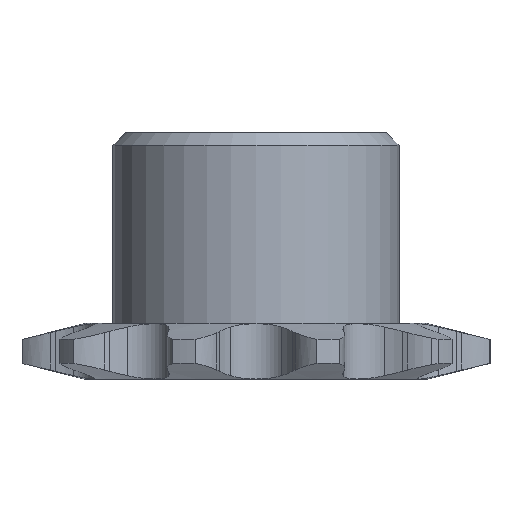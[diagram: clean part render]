
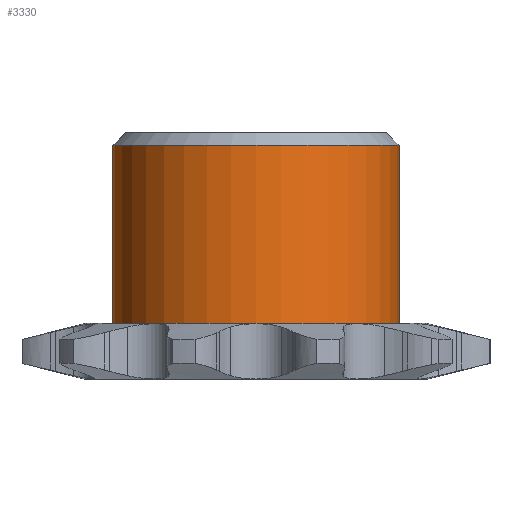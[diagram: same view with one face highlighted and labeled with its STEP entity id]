
A CAD part, left-side view. The second image highlights one B-rep face of the part: STEP entity #3330.
In plain terms, the highlighted cylindrical face has radius 7.144 mm (diameter 14.287 mm), a partial arc.
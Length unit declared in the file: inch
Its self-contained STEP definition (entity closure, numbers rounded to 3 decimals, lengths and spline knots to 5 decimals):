
#147 = LINE ( 'NONE', #393, #2384 ) ;
#161 = FACE_OUTER_BOUND ( 'NONE', #1740, .T. ) ;
#211 = VERTEX_POINT ( 'NONE', #2986 ) ;
#259 = VERTEX_POINT ( 'NONE', #2192 ) ;
#393 = CARTESIAN_POINT ( 'NONE',  ( 0., -0.28125, 0.2425 ) ) ;
#570 = ORIENTED_EDGE ( 'NONE', *, *, #794, .F. ) ;
#584 = EDGE_CURVE ( 'NONE', #1175, #259, #147, .T. ) ;
#674 = ORIENTED_EDGE ( 'NONE', *, *, #1539, .T. ) ;
#683 = VECTOR ( 'NONE', #2494, 39.37008 ) ;
#724 = CIRCLE ( 'NONE', #1704, 0.28125 ) ;
#794 = EDGE_CURVE ( 'NONE', #2516, #211, #1972, .T. ) ;
#1151 = DIRECTION ( 'NONE',  ( 0., 0., 1. ) ) ;
#1173 = ORIENTED_EDGE ( 'NONE', *, *, #1322, .F. ) ;
#1175 = VERTEX_POINT ( 'NONE', #3476 ) ;
#1322 = EDGE_CURVE ( 'NONE', #211, #259, #3273, .T. ) ;
#1328 = DIRECTION ( 'NONE',  ( 0., 0., 1. ) ) ;
#1333 = CARTESIAN_POINT ( 'NONE',  ( 0., 0.28125, -0.1325 ) ) ;
#1390 = AXIS2_PLACEMENT_3D ( 'NONE', #2755, #1328, #1866 ) ;
#1539 = EDGE_CURVE ( 'NONE', #2516, #1175, #724, .T. ) ;
#1643 = CARTESIAN_POINT ( 'NONE',  ( 0., 0.28125, 0.2425 ) ) ;
#1704 = AXIS2_PLACEMENT_3D ( 'NONE', #2869, #1151, #2273 ) ;
#1740 = EDGE_LOOP ( 'NONE', ( #570, #674, #3274, #1173 ) ) ;
#1744 = CARTESIAN_POINT ( 'NONE',  ( 0., 0., 0.2425 ) ) ;
#1866 = DIRECTION ( 'NONE',  ( 0., -1., 0. ) ) ;
#1972 = LINE ( 'NONE', #1643, #683 ) ;
#1996 = DIRECTION ( 'NONE',  ( 0., -1., 0. ) ) ;
#2025 = DIRECTION ( 'NONE',  ( 0., 0., 1. ) ) ;
#2192 = CARTESIAN_POINT ( 'NONE',  ( 0., -0.28125, 0.2175 ) ) ;
#2273 = DIRECTION ( 'NONE',  ( 0., -1., 0. ) ) ;
#2384 = VECTOR ( 'NONE', #2385, 39.37008 ) ;
#2385 = DIRECTION ( 'NONE',  ( 0., 0., 1. ) ) ;
#2494 = DIRECTION ( 'NONE',  ( 0., 0., 1. ) ) ;
#2516 = VERTEX_POINT ( 'NONE', #1333 ) ;
#2755 = CARTESIAN_POINT ( 'NONE',  ( 0., 0., 0.2175 ) ) ;
#2869 = CARTESIAN_POINT ( 'NONE',  ( 0., 0., -0.1325 ) ) ;
#2986 = CARTESIAN_POINT ( 'NONE',  ( 0., 0.28125, 0.2175 ) ) ;
#3102 = AXIS2_PLACEMENT_3D ( 'NONE', #1744, #2025, #1996 ) ;
#3103 = CYLINDRICAL_SURFACE ( 'NONE', #3102, 0.28125 ) ;
#3273 = CIRCLE ( 'NONE', #1390, 0.28125 ) ;
#3274 = ORIENTED_EDGE ( 'NONE', *, *, #584, .T. ) ;
#3330 = ADVANCED_FACE ( 'NONE', ( #161 ), #3103, .T. ) ;
#3476 = CARTESIAN_POINT ( 'NONE',  ( 0., -0.28125, -0.1325 ) ) ;
